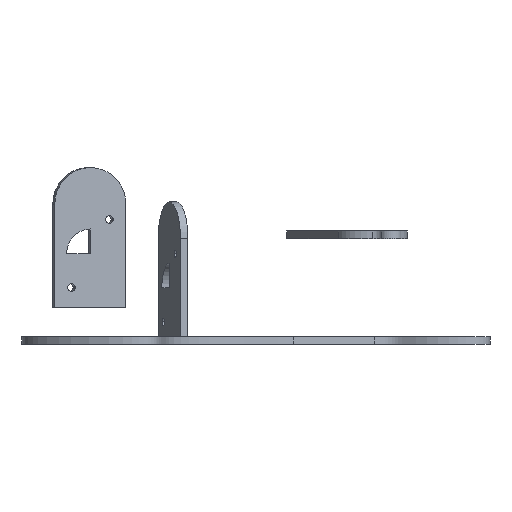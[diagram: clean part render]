
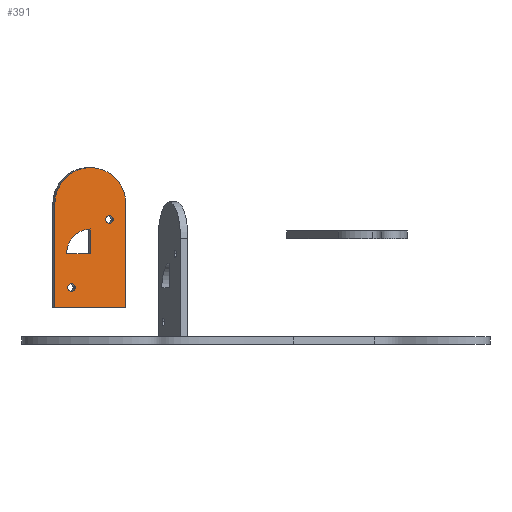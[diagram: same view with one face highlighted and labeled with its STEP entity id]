
A CAD part, front view. The second image highlights one B-rep face of the part: STEP entity #391.
In plain terms, the highlighted planar face has unit normal (0.259, -0.966, 0).
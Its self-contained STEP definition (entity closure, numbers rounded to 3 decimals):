
#7 = EDGE_CURVE ( 'NONE', #1482, #2441, #64, .T. ) ;
#38 = DIRECTION ( 'NONE',  ( -0.259, 0.966, 0. ) ) ;
#64 = CIRCLE ( 'NONE', #2876, 0.783 ) ;
#126 = CARTESIAN_POINT ( 'NONE',  ( -27.35, -24.213, 18.5 ) ) ;
#167 = EDGE_CURVE ( 'NONE', #465, #813, #1593, .T. ) ;
#171 = AXIS2_PLACEMENT_3D ( 'NONE', #2624, #879, #1024 ) ;
#191 = DIRECTION ( 'NONE',  ( -0.259, 0.966, 0. ) ) ;
#197 = ORIENTED_EDGE ( 'NONE', *, *, #274, .F. ) ;
#269 = EDGE_CURVE ( 'NONE', #816, #981, #1285, .T. ) ;
#274 = EDGE_CURVE ( 'NONE', #2697, #816, #2782, .T. ) ;
#287 = EDGE_CURVE ( 'NONE', #981, #2155, #2313, .T. ) ;
#316 = ORIENTED_EDGE ( 'NONE', *, *, #287, .F. ) ;
#336 = AXIS2_PLACEMENT_3D ( 'NONE', #2452, #2705, #2620 ) ;
#348 = EDGE_LOOP ( 'NONE', ( #610, #2628, #2641 ) ) ;
#368 = CARTESIAN_POINT ( 'NONE',  ( -27.35, -24.213, 18.5 ) ) ;
#391 = ADVANCED_FACE ( 'NONE', ( #1369, #660, #1826, #716 ), #2477, .F. ) ;
#392 = AXIS2_PLACEMENT_3D ( 'NONE', #2018, #2871, #1746 ) ;
#463 = CARTESIAN_POINT ( 'NONE',  ( -22.729, -22.975, 25.428 ) ) ;
#465 = VERTEX_POINT ( 'NONE', #463 ) ;
#477 = CIRCLE ( 'NONE', #758, 5. ) ;
#481 = DIRECTION ( 'NONE',  ( 0., 0., -1. ) ) ;
#497 = CARTESIAN_POINT ( 'NONE',  ( -30.456, -25.046, 11.572 ) ) ;
#532 = LINE ( 'NONE', #1476, #1794 ) ;
#533 = DIRECTION ( 'NONE',  ( 0., 0., -1. ) ) ;
#536 = CARTESIAN_POINT ( 'NONE',  ( -31.213, -25.248, 11.572 ) ) ;
#566 = CIRCLE ( 'NONE', #171, 0.784 ) ;
#604 = ORIENTED_EDGE ( 'NONE', *, *, #1307, .T. ) ;
#610 = ORIENTED_EDGE ( 'NONE', *, *, #1470, .T. ) ;
#621 = DIRECTION ( 'NONE',  ( -0.259, 0.966, 0. ) ) ;
#624 = DIRECTION ( 'NONE',  ( -0.966, -0.259, 0. ) ) ;
#627 = CARTESIAN_POINT ( 'NONE',  ( -20.105, -22.272, 28.5 ) ) ;
#660 = FACE_OUTER_BOUND ( 'NONE', #2502, .T. ) ;
#669 = DIRECTION ( 'NONE',  ( 0., 0., 1. ) ) ;
#716 = FACE_BOUND ( 'NONE', #348, .T. ) ;
#744 = VERTEX_POINT ( 'NONE', #2224 ) ;
#758 = AXIS2_PLACEMENT_3D ( 'NONE', #368, #2693, #2445 ) ;
#813 = VERTEX_POINT ( 'NONE', #1160 ) ;
#816 = VERTEX_POINT ( 'NONE', #1453 ) ;
#879 = DIRECTION ( 'NONE',  ( -0.259, 0.966, 0. ) ) ;
#926 = ORIENTED_EDGE ( 'NONE', *, *, #269, .F. ) ;
#952 = CIRCLE ( 'NONE', #1487, 0.783 ) ;
#981 = VERTEX_POINT ( 'NONE', #627 ) ;
#1024 = DIRECTION ( 'NONE',  ( -0.966, -0.259, 0. ) ) ;
#1083 = EDGE_LOOP ( 'NONE', ( #2478, #604 ) ) ;
#1104 = DIRECTION ( 'NONE',  ( -0.966, -0.259, 0. ) ) ;
#1160 = CARTESIAN_POINT ( 'NONE',  ( -24.243, -23.381, 25.428 ) ) ;
#1276 = CARTESIAN_POINT ( 'NONE',  ( -32.179, -25.507, 18.5 ) ) ;
#1278 = VECTOR ( 'NONE', #1656, 1000. ) ;
#1285 = CIRCLE ( 'NONE', #1634, 7.5 ) ;
#1307 = EDGE_CURVE ( 'NONE', #813, #465, #566, .T. ) ;
#1350 = VECTOR ( 'NONE', #481, 1000. ) ;
#1356 = LINE ( 'NONE', #1690, #1278 ) ;
#1369 = FACE_BOUND ( 'NONE', #1934, .T. ) ;
#1396 = LINE ( 'NONE', #1711, #1350 ) ;
#1453 = CARTESIAN_POINT ( 'NONE',  ( -34.594, -26.154, 28.5 ) ) ;
#1470 = EDGE_CURVE ( 'NONE', #2190, #1963, #532, .T. ) ;
#1476 = CARTESIAN_POINT ( 'NONE',  ( -32.179, -25.507, 18.5 ) ) ;
#1482 = VERTEX_POINT ( 'NONE', #497 ) ;
#1487 = AXIS2_PLACEMENT_3D ( 'NONE', #1500, #191, #624 ) ;
#1500 = CARTESIAN_POINT ( 'NONE',  ( -31.213, -25.248, 11.572 ) ) ;
#1593 = CIRCLE ( 'NONE', #336, 0.784 ) ;
#1594 = EDGE_CURVE ( 'NONE', #1963, #744, #477, .T. ) ;
#1634 = AXIS2_PLACEMENT_3D ( 'NONE', #1989, #621, #2376 ) ;
#1656 = DIRECTION ( 'NONE',  ( -0.966, -0.259, 0. ) ) ;
#1684 = CARTESIAN_POINT ( 'NONE',  ( -20.105, -22.272, 28.5 ) ) ;
#1690 = CARTESIAN_POINT ( 'NONE',  ( -20.105, -22.272, 7.5 ) ) ;
#1711 = CARTESIAN_POINT ( 'NONE',  ( -27.35, -24.213, 23.5 ) ) ;
#1722 = EDGE_CURVE ( 'NONE', #2155, #2697, #1356, .T. ) ;
#1732 = VECTOR ( 'NONE', #533, 1000. ) ;
#1746 = DIRECTION ( 'NONE',  ( -0.966, -0.259, 0. ) ) ;
#1794 = VECTOR ( 'NONE', #1104, 1000. ) ;
#1826 = FACE_BOUND ( 'NONE', #1083, .T. ) ;
#1845 = EDGE_CURVE ( 'NONE', #744, #2190, #1396, .T. ) ;
#1934 = EDGE_LOOP ( 'NONE', ( #2907, #2315 ) ) ;
#1963 = VERTEX_POINT ( 'NONE', #1276 ) ;
#1989 = CARTESIAN_POINT ( 'NONE',  ( -27.35, -24.213, 28.5 ) ) ;
#2018 = CARTESIAN_POINT ( 'NONE',  ( -27.35, -24.213, 28.5 ) ) ;
#2057 = CARTESIAN_POINT ( 'NONE',  ( -34.594, -26.154, 7.5 ) ) ;
#2155 = VERTEX_POINT ( 'NONE', #2695 ) ;
#2190 = VERTEX_POINT ( 'NONE', #126 ) ;
#2224 = CARTESIAN_POINT ( 'NONE',  ( -27.35, -24.213, 23.5 ) ) ;
#2313 = LINE ( 'NONE', #1684, #1732 ) ;
#2315 = ORIENTED_EDGE ( 'NONE', *, *, #2617, .T. ) ;
#2354 = VECTOR ( 'NONE', #669, 1000. ) ;
#2376 = DIRECTION ( 'NONE',  ( -0.966, -0.259, 0. ) ) ;
#2392 = CARTESIAN_POINT ( 'NONE',  ( -31.97, -25.451, 11.572 ) ) ;
#2441 = VERTEX_POINT ( 'NONE', #2392 ) ;
#2445 = DIRECTION ( 'NONE',  ( -0.966, -0.259, 0. ) ) ;
#2452 = CARTESIAN_POINT ( 'NONE',  ( -23.486, -23.178, 25.428 ) ) ;
#2477 = PLANE ( 'NONE',  #392 ) ;
#2478 = ORIENTED_EDGE ( 'NONE', *, *, #167, .T. ) ;
#2502 = EDGE_LOOP ( 'NONE', ( #926, #197, #2534, #316 ) ) ;
#2534 = ORIENTED_EDGE ( 'NONE', *, *, #1722, .F. ) ;
#2607 = DIRECTION ( 'NONE',  ( -0.966, -0.259, 0. ) ) ;
#2617 = EDGE_CURVE ( 'NONE', #2441, #1482, #952, .T. ) ;
#2620 = DIRECTION ( 'NONE',  ( -0.966, -0.259, 0. ) ) ;
#2624 = CARTESIAN_POINT ( 'NONE',  ( -23.486, -23.178, 25.428 ) ) ;
#2627 = CARTESIAN_POINT ( 'NONE',  ( -34.594, -26.154, 7.5 ) ) ;
#2628 = ORIENTED_EDGE ( 'NONE', *, *, #1594, .T. ) ;
#2641 = ORIENTED_EDGE ( 'NONE', *, *, #1845, .T. ) ;
#2693 = DIRECTION ( 'NONE',  ( -0.259, 0.966, 0. ) ) ;
#2695 = CARTESIAN_POINT ( 'NONE',  ( -20.105, -22.272, 7.5 ) ) ;
#2697 = VERTEX_POINT ( 'NONE', #2627 ) ;
#2705 = DIRECTION ( 'NONE',  ( -0.259, 0.966, 0. ) ) ;
#2782 = LINE ( 'NONE', #2057, #2354 ) ;
#2871 = DIRECTION ( 'NONE',  ( -0.259, 0.966, 0. ) ) ;
#2876 = AXIS2_PLACEMENT_3D ( 'NONE', #536, #38, #2607 ) ;
#2907 = ORIENTED_EDGE ( 'NONE', *, *, #7, .T. ) ;
